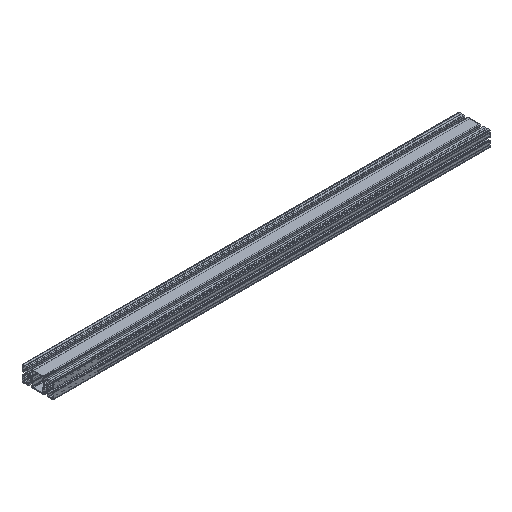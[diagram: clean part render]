
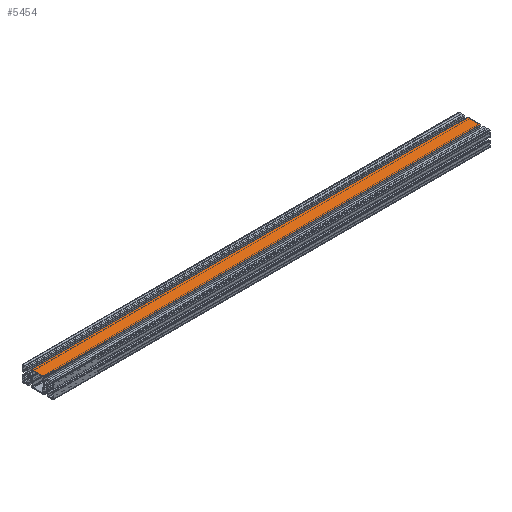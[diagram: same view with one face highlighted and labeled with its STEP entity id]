
A CAD part, isometric view. The second image highlights one B-rep face of the part: STEP entity #5454.
In plain terms, the highlighted planar face has unit normal (0, 0, 1).
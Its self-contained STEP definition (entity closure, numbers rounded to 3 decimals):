
#143=PLANE('',#5960);
#400=FACE_OUTER_BOUND('',#674,.T.);
#674=EDGE_LOOP('',(#4374,#4375,#4376,#4377));
#1188=LINE('',#9041,#1740);
#1189=LINE('',#9044,#1741);
#1190=LINE('',#9046,#1742);
#1191=LINE('',#9047,#1743);
#1740=VECTOR('',#7412,1.);
#1741=VECTOR('',#7415,1.);
#1742=VECTOR('',#7416,1.);
#1743=VECTOR('',#7417,1.);
#2558=VERTEX_POINT('',#9037);
#2559=VERTEX_POINT('',#9039);
#2560=VERTEX_POINT('',#9043);
#2561=VERTEX_POINT('',#9045);
#3330=EDGE_CURVE('',#2558,#2559,#1188,.T.);
#3331=EDGE_CURVE('',#2560,#2558,#1189,.T.);
#3332=EDGE_CURVE('',#2561,#2559,#1190,.T.);
#3333=EDGE_CURVE('',#2560,#2561,#1191,.T.);
#4374=ORIENTED_EDGE('',*,*,#3331,.T.);
#4375=ORIENTED_EDGE('',*,*,#3330,.T.);
#4376=ORIENTED_EDGE('',*,*,#3332,.F.);
#4377=ORIENTED_EDGE('',*,*,#3333,.F.);
#5454=ADVANCED_FACE('',(#400),#143,.T.);
#5960=AXIS2_PLACEMENT_3D('',#9042,#7413,#7414);
#7412=DIRECTION('',(1.,0.,0.));
#7413=DIRECTION('center_axis',(0.,0.,1.));
#7414=DIRECTION('ref_axis',(0.,-1.,0.));
#7415=DIRECTION('',(0.,-1.,0.));
#7416=DIRECTION('',(0.,-1.,0.));
#7417=DIRECTION('',(1.,0.,0.));
#9037=CARTESIAN_POINT('',(0.,27.05,45.));
#9039=CARTESIAN_POINT('',(1250.,27.05,45.));
#9041=CARTESIAN_POINT('',(0.,27.05,45.));
#9042=CARTESIAN_POINT('Origin',(0.,62.95,45.));
#9043=CARTESIAN_POINT('',(0.,62.95,45.));
#9044=CARTESIAN_POINT('',(0.,62.95,45.));
#9045=CARTESIAN_POINT('',(1250.,62.95,45.));
#9046=CARTESIAN_POINT('',(1250.,62.95,45.));
#9047=CARTESIAN_POINT('',(0.,62.95,45.));
